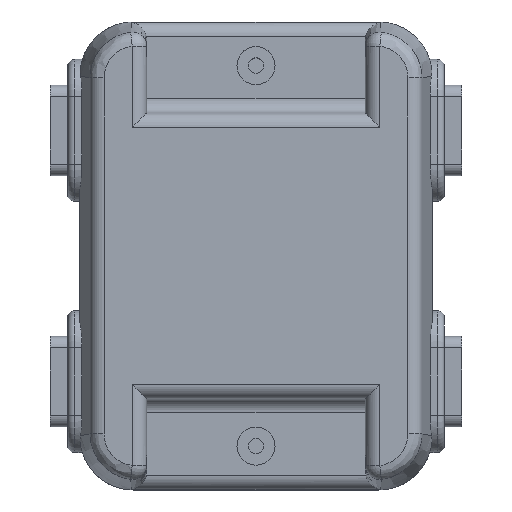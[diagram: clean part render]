
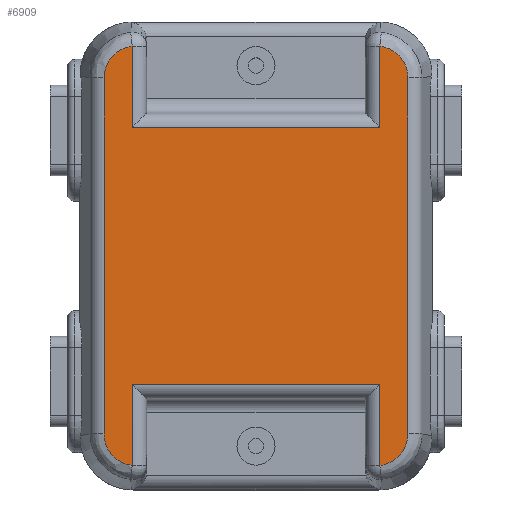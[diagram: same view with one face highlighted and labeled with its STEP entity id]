
A CAD part, top view. The second image highlights one B-rep face of the part: STEP entity #6909.
In plain terms, the highlighted planar face has unit normal (0, 0, 1).
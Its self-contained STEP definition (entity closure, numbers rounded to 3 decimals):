
#139=B_SPLINE_CURVE_WITH_KNOTS('',3,(#11911,#11912,#11913,#11914,#11915),
 .UNSPECIFIED.,.F.,.F.,(4,1,4),(-0.784,-0.161,0.669),
 .UNSPECIFIED.);
#141=B_SPLINE_CURVE_WITH_KNOTS('',3,(#12008,#12009,#12010,#12011,#12012),
 .UNSPECIFIED.,.F.,.F.,(4,1,4),(-0.784,0.046,0.669),
 .UNSPECIFIED.);
#142=B_SPLINE_CURVE_WITH_KNOTS('',3,(#12039,#12040,#12041,#12042,#12043),
 .UNSPECIFIED.,.F.,.F.,(4,1,4),(-0.669,-0.046,0.784),
 .UNSPECIFIED.);
#143=B_SPLINE_CURVE_WITH_KNOTS('',3,(#12051,#12052,#12053,#12054,#12055),
 .UNSPECIFIED.,.F.,.F.,(4,1,4),(-0.669,-0.046,
0.784),.UNSPECIFIED.);
#977=FACE_OUTER_BOUND('',#1368,.T.);
#1368=EDGE_LOOP('',(#5805,#5806,#5807,#5808,#5809,#5810,#5811,#5812,#5813,
#5814,#5815,#5816));
#1905=LINE('',#11837,#2502);
#1906=LINE('',#11843,#2503);
#1907=LINE('',#11847,#2504);
#1908=LINE('',#11919,#2505);
#1909=LINE('',#11924,#2506);
#1910=LINE('',#11929,#2507);
#1912=LINE('',#12047,#2509);
#1913=LINE('',#12050,#2510);
#2502=VECTOR('',#9231,10.);
#2503=VECTOR('',#9240,10.);
#2504=VECTOR('',#9245,10.);
#2505=VECTOR('',#9260,10.);
#2506=VECTOR('',#9267,10.);
#2507=VECTOR('',#9274,10.);
#2509=VECTOR('',#9294,10.);
#2510=VECTOR('',#9297,10.);
#3180=VERTEX_POINT('',#11835);
#3181=VERTEX_POINT('',#11836);
#3182=VERTEX_POINT('',#11841);
#3183=VERTEX_POINT('',#11845);
#3184=VERTEX_POINT('',#11909);
#3185=VERTEX_POINT('',#11917);
#3186=VERTEX_POINT('',#11918);
#3187=VERTEX_POINT('',#11923);
#3188=VERTEX_POINT('',#11927);
#3190=VERTEX_POINT('',#12006);
#3191=VERTEX_POINT('',#12038);
#3192=VERTEX_POINT('',#12049);
#4089=EDGE_CURVE('',#3180,#3181,#1905,.T.);
#4093=EDGE_CURVE('',#3182,#3180,#1906,.T.);
#4095=EDGE_CURVE('',#3183,#3182,#1907,.T.);
#4101=EDGE_CURVE('',#3184,#3183,#139,.T.);
#4102=EDGE_CURVE('',#3185,#3186,#1908,.T.);
#4105=EDGE_CURVE('',#3187,#3185,#1909,.T.);
#4108=EDGE_CURVE('',#3188,#3187,#1910,.T.);
#4115=EDGE_CURVE('',#3190,#3188,#141,.T.);
#4116=EDGE_CURVE('',#3181,#3191,#142,.T.);
#4119=EDGE_CURVE('',#3191,#3190,#1912,.T.);
#4120=EDGE_CURVE('',#3192,#3184,#1913,.T.);
#4121=EDGE_CURVE('',#3186,#3192,#143,.T.);
#5805=ORIENTED_EDGE('',*,*,#4095,.F.);
#5806=ORIENTED_EDGE('',*,*,#4101,.F.);
#5807=ORIENTED_EDGE('',*,*,#4120,.F.);
#5808=ORIENTED_EDGE('',*,*,#4121,.F.);
#5809=ORIENTED_EDGE('',*,*,#4102,.F.);
#5810=ORIENTED_EDGE('',*,*,#4105,.F.);
#5811=ORIENTED_EDGE('',*,*,#4108,.F.);
#5812=ORIENTED_EDGE('',*,*,#4115,.F.);
#5813=ORIENTED_EDGE('',*,*,#4119,.F.);
#5814=ORIENTED_EDGE('',*,*,#4116,.F.);
#5815=ORIENTED_EDGE('',*,*,#4089,.F.);
#5816=ORIENTED_EDGE('',*,*,#4093,.F.);
#6597=PLANE('',#7592);
#6909=ADVANCED_FACE('',(#977),#6597,.F.);
#7592=AXIS2_PLACEMENT_3D('',#12048,#9295,#9296);
#9231=DIRECTION('',(0.,1.,0.));
#9240=DIRECTION('',(1.,0.,0.));
#9245=DIRECTION('',(0.,-1.,0.));
#9260=DIRECTION('',(0.,-1.,0.));
#9267=DIRECTION('',(-1.,0.,0.));
#9274=DIRECTION('',(0.,1.,0.));
#9294=DIRECTION('',(0.,-1.,0.));
#9295=DIRECTION('center_axis',(0.,0.,-1.));
#9296=DIRECTION('ref_axis',(1.,0.,0.));
#9297=DIRECTION('',(0.,1.,0.));
#11835=CARTESIAN_POINT('',(29.9,36.48,11.7));
#11836=CARTESIAN_POINT('',(29.9,45.008,11.7));
#11837=CARTESIAN_POINT('',(29.9,35.605,11.7));
#11841=CARTESIAN_POINT('',(3.9,36.48,11.7));
#11843=CARTESIAN_POINT('',(3.675,36.48,11.7));
#11845=CARTESIAN_POINT('',(3.9,45.008,11.7));
#11847=CARTESIAN_POINT('',(3.9,40.73,11.7));
#11909=CARTESIAN_POINT('',(0.93,41.674,11.7));
#11911=CARTESIAN_POINT('Ctrl Pts',(0.93,41.674,11.7));
#11912=CARTESIAN_POINT('Ctrl Pts',(0.93,42.373,11.7));
#11913=CARTESIAN_POINT('Ctrl Pts',(1.453,44.004,11.7));
#11914=CARTESIAN_POINT('Ctrl Pts',(2.975,44.901,11.7));
#11915=CARTESIAN_POINT('Ctrl Pts',(3.9,45.008,11.7));
#11917=CARTESIAN_POINT('',(3.9,9.48,11.7));
#11918=CARTESIAN_POINT('',(3.9,0.952,11.7));
#11919=CARTESIAN_POINT('',(3.9,20.605,11.7));
#11923=CARTESIAN_POINT('',(29.9,9.48,11.7));
#11924=CARTESIAN_POINT('',(15.175,9.48,11.7));
#11927=CARTESIAN_POINT('',(29.9,0.952,11.7));
#11929=CARTESIAN_POINT('',(29.9,15.48,11.7));
#12006=CARTESIAN_POINT('',(32.87,4.286,11.7));
#12008=CARTESIAN_POINT('Ctrl Pts',(32.87,4.286,11.7));
#12009=CARTESIAN_POINT('Ctrl Pts',(32.87,3.354,11.7));
#12010=CARTESIAN_POINT('Ctrl Pts',(32.153,1.739,11.7));
#12011=CARTESIAN_POINT('Ctrl Pts',(30.594,1.032,11.7));
#12012=CARTESIAN_POINT('Ctrl Pts',(29.9,0.952,11.7));
#12038=CARTESIAN_POINT('',(32.87,41.674,11.7));
#12039=CARTESIAN_POINT('Ctrl Pts',(29.9,45.008,11.7));
#12040=CARTESIAN_POINT('Ctrl Pts',(30.594,44.928,11.7));
#12041=CARTESIAN_POINT('Ctrl Pts',(32.153,44.221,11.7));
#12042=CARTESIAN_POINT('Ctrl Pts',(32.87,42.606,11.7));
#12043=CARTESIAN_POINT('Ctrl Pts',(32.87,41.674,11.7));
#12047=CARTESIAN_POINT('',(32.87,23.36,11.7));
#12048=CARTESIAN_POINT('Origin',(1.95,33.23,11.7));
#12049=CARTESIAN_POINT('',(0.93,4.286,11.7));
#12050=CARTESIAN_POINT('',(0.93,32.85,11.7));
#12051=CARTESIAN_POINT('Ctrl Pts',(3.9,0.952,11.7));
#12052=CARTESIAN_POINT('Ctrl Pts',(3.206,1.032,11.7));
#12053=CARTESIAN_POINT('Ctrl Pts',(1.646,1.738,11.7));
#12054=CARTESIAN_POINT('Ctrl Pts',(0.93,3.354,11.7));
#12055=CARTESIAN_POINT('Ctrl Pts',(0.93,4.286,11.7));
